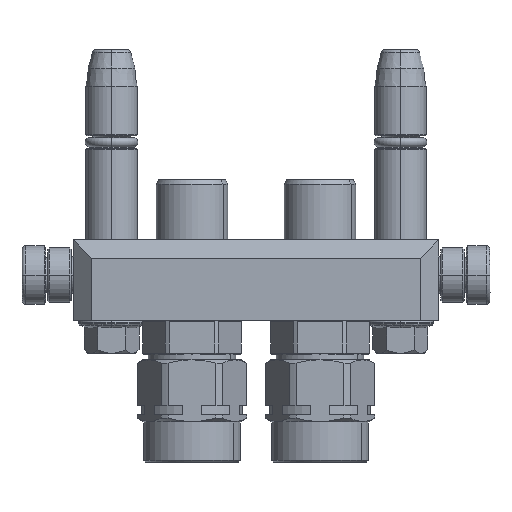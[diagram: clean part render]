
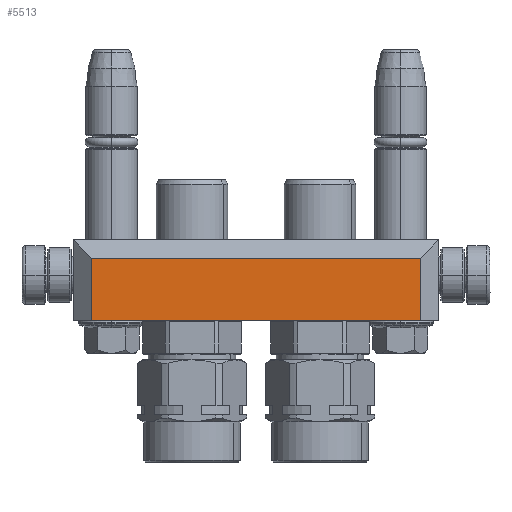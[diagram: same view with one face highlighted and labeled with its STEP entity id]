
A CAD part, left-side view. The second image highlights one B-rep face of the part: STEP entity #5513.
In plain terms, the highlighted face is planar.
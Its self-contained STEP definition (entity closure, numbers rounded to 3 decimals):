
#387 = VECTOR ( 'NONE', #16422, 1000. ) ;
#1391 = DIRECTION ( 'NONE',  ( 0., 0., -1. ) ) ;
#1792 = CARTESIAN_POINT ( 'NONE',  ( 45., -44.5, 22. ) ) ;
#1940 = VERTEX_POINT ( 'NONE', #30994 ) ;
#3700 = ORIENTED_EDGE ( 'NONE', *, *, #20114, .F. ) ;
#5513 = ADVANCED_FACE ( 'NONE', ( #7130 ), #9750, .T. ) ;
#6714 = CARTESIAN_POINT ( 'NONE',  ( -45., -44.5, 22. ) ) ;
#7130 = FACE_OUTER_BOUND ( 'NONE', #33179, .T. ) ;
#8142 = VERTEX_POINT ( 'NONE', #12451 ) ;
#8470 = AXIS2_PLACEMENT_3D ( 'NONE', #21996, #28217, #9885 ) ;
#9750 = PLANE ( 'NONE',  #8470 ) ;
#9795 = EDGE_CURVE ( 'NONE', #39712, #8142, #20773, .T. ) ;
#9885 = DIRECTION ( 'NONE',  ( 1., 0., 0. ) ) ;
#10068 = EDGE_CURVE ( 'NONE', #8142, #1940, #21690, .T. ) ;
#12451 = CARTESIAN_POINT ( 'NONE',  ( 45., -44.5, 22. ) ) ;
#12537 = VECTOR ( 'NONE', #1391, 1000. ) ;
#14604 = LINE ( 'NONE', #33080, #26152 ) ;
#14651 = DIRECTION ( 'NONE',  ( -1., 0., 0. ) ) ;
#16422 = DIRECTION ( 'NONE',  ( 0., 0., -1. ) ) ;
#20114 = EDGE_CURVE ( 'NONE', #1940, #32447, #14604, .T. ) ;
#20572 = ORIENTED_EDGE ( 'NONE', *, *, #39128, .T. ) ;
#20773 = LINE ( 'NONE', #6714, #37580 ) ;
#21690 = LINE ( 'NONE', #1792, #12537 ) ;
#21996 = CARTESIAN_POINT ( 'NONE',  ( -50., -44.5, 0. ) ) ;
#22268 = ORIENTED_EDGE ( 'NONE', *, *, #10068, .F. ) ;
#25431 = CARTESIAN_POINT ( 'NONE',  ( -45., -44.5, 22. ) ) ;
#26152 = VECTOR ( 'NONE', #14651, 1000. ) ;
#28091 = ORIENTED_EDGE ( 'NONE', *, *, #9795, .F. ) ;
#28217 = DIRECTION ( 'NONE',  ( 0., -1., 0. ) ) ;
#28293 = DIRECTION ( 'NONE',  ( 1., 0., 0. ) ) ;
#30332 = LINE ( 'NONE', #25431, #387 ) ;
#30994 = CARTESIAN_POINT ( 'NONE',  ( 45., -44.5, 5. ) ) ;
#31948 = CARTESIAN_POINT ( 'NONE',  ( -45., -44.5, 22. ) ) ;
#32447 = VERTEX_POINT ( 'NONE', #35044 ) ;
#33080 = CARTESIAN_POINT ( 'NONE',  ( 45., -44.5, 5. ) ) ;
#33179 = EDGE_LOOP ( 'NONE', ( #22268, #28091, #20572, #3700 ) ) ;
#35044 = CARTESIAN_POINT ( 'NONE',  ( -45., -44.5, 5. ) ) ;
#37580 = VECTOR ( 'NONE', #28293, 1000. ) ;
#39128 = EDGE_CURVE ( 'NONE', #39712, #32447, #30332, .T. ) ;
#39712 = VERTEX_POINT ( 'NONE', #31948 ) ;
